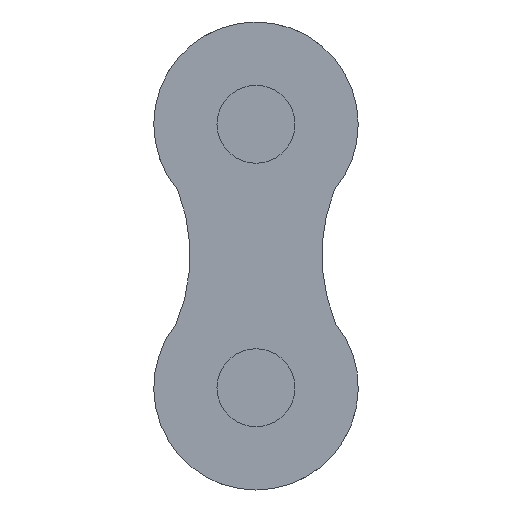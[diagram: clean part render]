
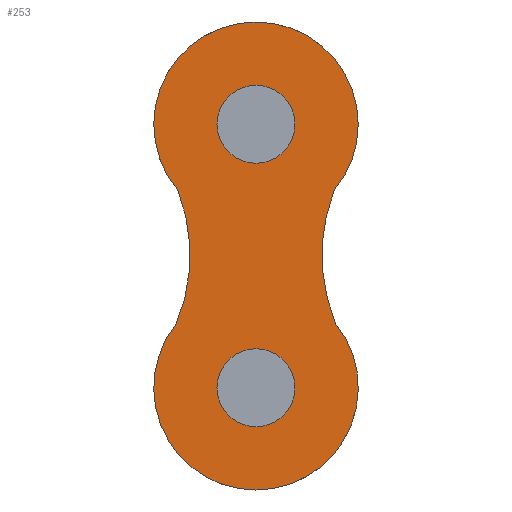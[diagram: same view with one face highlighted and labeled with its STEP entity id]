
A CAD part, left-side view. The second image highlights one B-rep face of the part: STEP entity #253.
In plain terms, the highlighted planar face has unit normal (-1, 0, 0).
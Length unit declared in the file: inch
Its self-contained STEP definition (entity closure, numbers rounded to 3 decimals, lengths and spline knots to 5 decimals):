
#5 = AXIS2_PLACEMENT_3D ( 'NONE', #455, #417, #421 ) ;
#44 = CARTESIAN_POINT ( 'NONE',  ( -0.3625, 0., -0.37773 ) ) ;
#47 = DIRECTION ( 'NONE',  ( 1., 0., 0. ) ) ;
#53 = CARTESIAN_POINT ( 'NONE',  ( -0.3625, 0., 0.37227 ) ) ;
#62 = AXIS2_PLACEMENT_3D ( 'NONE', #44, #720, #586 ) ;
#83 = DIRECTION ( 'NONE',  ( 0., 0., 1. ) ) ;
#86 = DIRECTION ( 'NONE',  ( 1., 0., 0. ) ) ;
#95 = CARTESIAN_POINT ( 'NONE',  ( -0.3625, 0., 0.37227 ) ) ;
#98 = CIRCLE ( 'NONE', #5, 0.111 ) ;
#131 = CIRCLE ( 'NONE', #62, 0.111 ) ;
#145 = CARTESIAN_POINT ( 'NONE',  ( -0.3625, -0.22758, -0.19637 ) ) ;
#158 = CIRCLE ( 'NONE', #513, 0.111 ) ;
#167 = CIRCLE ( 'NONE', #262, 0.291 ) ;
#189 = CIRCLE ( 'NONE', #423, 0.5 ) ;
#222 = EDGE_CURVE ( 'NONE', #710, #580, #344, .T. ) ;
#233 = CARTESIAN_POINT ( 'NONE',  ( -0.3625, 0., -0.26673 ) ) ;
#236 = CARTESIAN_POINT ( 'NONE',  ( -0.3625, 0.22801, -0.19691 ) ) ;
#253 = ADVANCED_FACE ( 'NONE', ( #331, #312, #320 ), #481, .T. ) ;
#262 = AXIS2_PLACEMENT_3D ( 'NONE', #403, #400, #398 ) ;
#264 = CARTESIAN_POINT ( 'NONE',  ( -0.3625, -0.6874, 0. ) ) ;
#266 = EDGE_CURVE ( 'NONE', #698, #437, #321, .T. ) ;
#271 = EDGE_CURVE ( 'NONE', #437, #617, #304, .T. ) ;
#275 = AXIS2_PLACEMENT_3D ( 'NONE', #795, #713, #852 ) ;
#285 = CIRCLE ( 'NONE', #527, 0.291 ) ;
#293 = AXIS2_PLACEMENT_3D ( 'NONE', #264, #659, #675 ) ;
#304 = CIRCLE ( 'NONE', #275, 0.291 ) ;
#309 = AXIS2_PLACEMENT_3D ( 'NONE', #504, #550, #508 ) ;
#312 = FACE_BOUND ( 'NONE', #741, .T. ) ;
#320 = FACE_OUTER_BOUND ( 'NONE', #488, .T. ) ;
#321 = CIRCLE ( 'NONE', #293, 0.5 ) ;
#331 = FACE_BOUND ( 'NONE', #838, .T. ) ;
#344 = CIRCLE ( 'NONE', #309, 0.111 ) ;
#369 = CARTESIAN_POINT ( 'NONE',  ( -0.3625, -0.22302, 0.18534 ) ) ;
#398 = DIRECTION ( 'NONE',  ( 0., 0., -1. ) ) ;
#399 = EDGE_CURVE ( 'NONE', #650, #698, #285, .T. ) ;
#400 = DIRECTION ( 'NONE',  ( 1., 0., 0. ) ) ;
#403 = CARTESIAN_POINT ( 'NONE',  ( -0.3625, 0., -0.37773 ) ) ;
#417 = DIRECTION ( 'NONE',  ( 1., 0., 0. ) ) ;
#421 = DIRECTION ( 'NONE',  ( 0., 0., 1. ) ) ;
#423 = AXIS2_PLACEMENT_3D ( 'NONE', #773, #770, #767 ) ;
#437 = VERTEX_POINT ( 'NONE', #145 ) ;
#455 = CARTESIAN_POINT ( 'NONE',  ( -0.3625, 0., 0.37227 ) ) ;
#467 = CARTESIAN_POINT ( 'NONE',  ( -0.3625, 0.2234, 0.1858 ) ) ;
#469 = DIRECTION ( 'NONE',  ( 0., 0., -1. ) ) ;
#481 = PLANE ( 'NONE',  #506 ) ;
#484 = CARTESIAN_POINT ( 'NONE',  ( -0.3625, -0.3437, 0.18614 ) ) ;
#488 = EDGE_LOOP ( 'NONE', ( #723, #786, #604, #678, #571 ) ) ;
#501 = VERTEX_POINT ( 'NONE', #842 ) ;
#504 = CARTESIAN_POINT ( 'NONE',  ( -0.3625, 0., -0.37773 ) ) ;
#506 = AXIS2_PLACEMENT_3D ( 'NONE', #484, #568, #469 ) ;
#508 = DIRECTION ( 'NONE',  ( 0., 0., 1. ) ) ;
#513 = AXIS2_PLACEMENT_3D ( 'NONE', #95, #86, #83 ) ;
#527 = AXIS2_PLACEMENT_3D ( 'NONE', #53, #47, #648 ) ;
#550 = DIRECTION ( 'NONE',  ( 1., 0., 0. ) ) ;
#568 = DIRECTION ( 'NONE',  ( -1., 0., 0. ) ) ;
#571 = ORIENTED_EDGE ( 'NONE', *, *, #271, .F. ) ;
#580 = VERTEX_POINT ( 'NONE', #911 ) ;
#586 = DIRECTION ( 'NONE',  ( 0., 0., 1. ) ) ;
#604 = ORIENTED_EDGE ( 'NONE', *, *, #612, .F. ) ;
#612 = EDGE_CURVE ( 'NONE', #709, #650, #189, .T. ) ;
#615 = VERTEX_POINT ( 'NONE', #832 ) ;
#617 = VERTEX_POINT ( 'NONE', #763 ) ;
#648 = DIRECTION ( 'NONE',  ( 0., 0., -1. ) ) ;
#650 = VERTEX_POINT ( 'NONE', #467 ) ;
#659 = DIRECTION ( 'NONE',  ( -1., 0., 0. ) ) ;
#661 = EDGE_CURVE ( 'NONE', #617, #709, #167, .T. ) ;
#675 = DIRECTION ( 'NONE',  ( 0., 0., -1. ) ) ;
#678 = ORIENTED_EDGE ( 'NONE', *, *, #661, .F. ) ;
#698 = VERTEX_POINT ( 'NONE', #369 ) ;
#709 = VERTEX_POINT ( 'NONE', #236 ) ;
#710 = VERTEX_POINT ( 'NONE', #233 ) ;
#712 = EDGE_CURVE ( 'NONE', #615, #501, #158, .T. ) ;
#713 = DIRECTION ( 'NONE',  ( 1., 0., 0. ) ) ;
#720 = DIRECTION ( 'NONE',  ( 1., 0., 0. ) ) ;
#723 = ORIENTED_EDGE ( 'NONE', *, *, #266, .F. ) ;
#741 = EDGE_LOOP ( 'NONE', ( #812, #762 ) ) ;
#746 = EDGE_CURVE ( 'NONE', #580, #710, #131, .T. ) ;
#751 = ORIENTED_EDGE ( 'NONE', *, *, #712, .T. ) ;
#756 = EDGE_CURVE ( 'NONE', #501, #615, #98, .T. ) ;
#762 = ORIENTED_EDGE ( 'NONE', *, *, #222, .T. ) ;
#763 = CARTESIAN_POINT ( 'NONE',  ( -0.3625, 0., -0.66873 ) ) ;
#767 = DIRECTION ( 'NONE',  ( 0., 0., -1. ) ) ;
#770 = DIRECTION ( 'NONE',  ( -1., 0., 0. ) ) ;
#773 = CARTESIAN_POINT ( 'NONE',  ( -0.3625, 0.6876, 0. ) ) ;
#786 = ORIENTED_EDGE ( 'NONE', *, *, #399, .F. ) ;
#795 = CARTESIAN_POINT ( 'NONE',  ( -0.3625, 0., -0.37773 ) ) ;
#812 = ORIENTED_EDGE ( 'NONE', *, *, #746, .T. ) ;
#816 = ORIENTED_EDGE ( 'NONE', *, *, #756, .T. ) ;
#832 = CARTESIAN_POINT ( 'NONE',  ( -0.3625, 0., 0.26127 ) ) ;
#838 = EDGE_LOOP ( 'NONE', ( #751, #816 ) ) ;
#842 = CARTESIAN_POINT ( 'NONE',  ( -0.3625, 0., 0.48327 ) ) ;
#852 = DIRECTION ( 'NONE',  ( 0., 0., -1. ) ) ;
#911 = CARTESIAN_POINT ( 'NONE',  ( -0.3625, 0., -0.48873 ) ) ;
